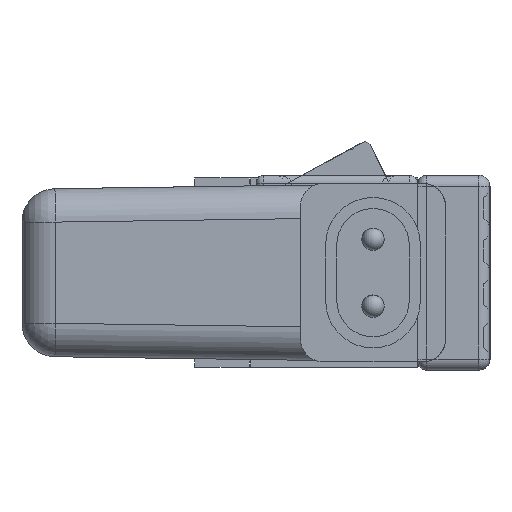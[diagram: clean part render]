
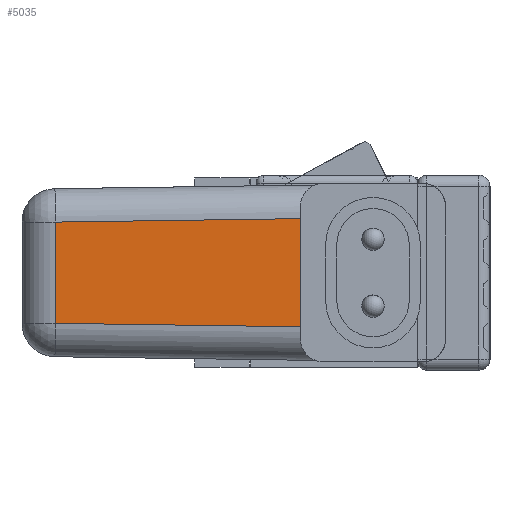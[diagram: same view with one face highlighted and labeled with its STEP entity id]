
A CAD part, left-side view. The second image highlights one B-rep face of the part: STEP entity #5035.
In plain terms, the highlighted planar face has unit normal (-1, 0, 0).
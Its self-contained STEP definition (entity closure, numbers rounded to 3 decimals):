
#156 = CARTESIAN_POINT ( 'NONE',  ( -246.5, 39., -4.542 ) ) ;
#289 = ORIENTED_EDGE ( 'NONE', *, *, #6016, .F. ) ;
#334 = ORIENTED_EDGE ( 'NONE', *, *, #4824, .T. ) ;
#816 = DIRECTION ( 'NONE',  ( 0., 0., -1. ) ) ;
#930 = CARTESIAN_POINT ( 'NONE',  ( -246.5, 17., -4.852 ) ) ;
#1005 = CARTESIAN_POINT ( 'NONE',  ( -246.5, 17., 8. ) ) ;
#1139 = ORIENTED_EDGE ( 'NONE', *, *, #2175, .T. ) ;
#1859 = CARTESIAN_POINT ( 'NONE',  ( -246.5, 39., 4.542 ) ) ;
#1896 = DIRECTION ( 'NONE',  ( 0., 0., 1. ) ) ;
#1908 = DIRECTION ( 'NONE',  ( -1., 0., 0. ) ) ;
#1927 = CARTESIAN_POINT ( 'NONE',  ( -246.5, 0., 0. ) ) ;
#1938 = PLANE ( 'NONE',  #5590 ) ;
#1943 = EDGE_CURVE ( 'NONE', #4163, #4417, #3681, .T. ) ;
#2061 = VECTOR ( 'NONE', #3163, 1000. ) ;
#2144 = VECTOR ( 'NONE', #6015, 1000. ) ;
#2175 = EDGE_CURVE ( 'NONE', #5950, #4163, #3953, .T. ) ;
#3163 = DIRECTION ( 'NONE',  ( 0., -1., -0.014 ) ) ;
#3598 = EDGE_LOOP ( 'NONE', ( #6040, #289, #334, #1139 ) ) ;
#3647 = CARTESIAN_POINT ( 'NONE',  ( -246.5, 0.072, -5.09 ) ) ;
#3681 = LINE ( 'NONE', #3647, #2061 ) ;
#3793 = DIRECTION ( 'NONE',  ( 0., 1., -0.014 ) ) ;
#3953 = LINE ( 'NONE', #6424, #2144 ) ;
#3986 = CARTESIAN_POINT ( 'NONE',  ( -246.5, 0.072, 5.09 ) ) ;
#4007 = FACE_OUTER_BOUND ( 'NONE', #3598, .T. ) ;
#4163 = VERTEX_POINT ( 'NONE', #156 ) ;
#4277 = LINE ( 'NONE', #3986, #6997 ) ;
#4417 = VERTEX_POINT ( 'NONE', #930 ) ;
#4824 = EDGE_CURVE ( 'NONE', #6373, #5950, #4277, .T. ) ;
#5035 = ADVANCED_FACE ( 'NONE', ( #4007 ), #1938, .T. ) ;
#5179 = VECTOR ( 'NONE', #816, 1000. ) ;
#5311 = CARTESIAN_POINT ( 'NONE',  ( -246.5, 17., 4.852 ) ) ;
#5590 = AXIS2_PLACEMENT_3D ( 'NONE', #1927, #1908, #1896 ) ;
#5950 = VERTEX_POINT ( 'NONE', #1859 ) ;
#6015 = DIRECTION ( 'NONE',  ( 0., 0., -1. ) ) ;
#6016 = EDGE_CURVE ( 'NONE', #6373, #4417, #6621, .T. ) ;
#6040 = ORIENTED_EDGE ( 'NONE', *, *, #1943, .T. ) ;
#6373 = VERTEX_POINT ( 'NONE', #5311 ) ;
#6424 = CARTESIAN_POINT ( 'NONE',  ( -246.5, 39., 0. ) ) ;
#6621 = LINE ( 'NONE', #1005, #5179 ) ;
#6997 = VECTOR ( 'NONE', #3793, 1000. ) ;
